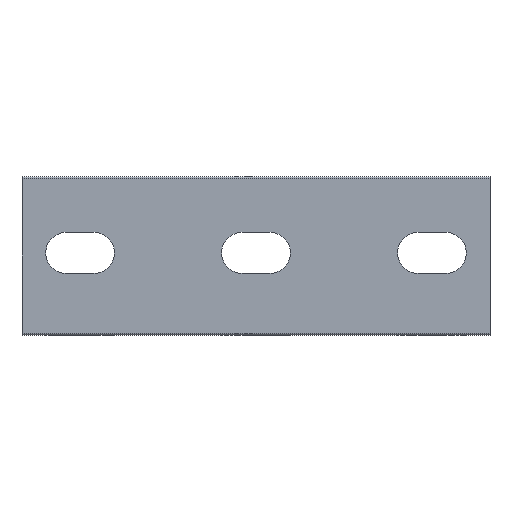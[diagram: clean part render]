
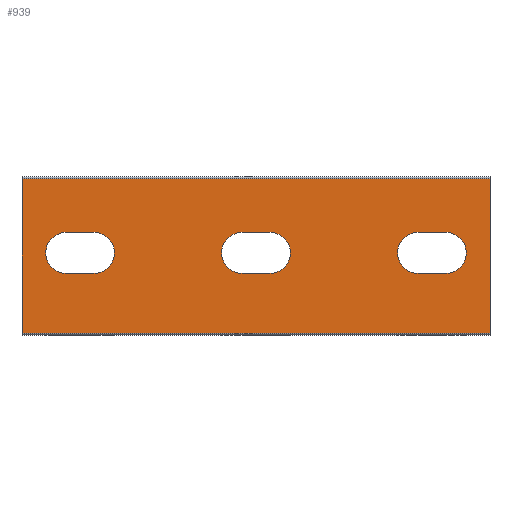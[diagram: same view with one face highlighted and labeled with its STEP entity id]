
A CAD part, front view. The second image highlights one B-rep face of the part: STEP entity #939.
In plain terms, the highlighted planar face has unit normal (0, -1, 0).
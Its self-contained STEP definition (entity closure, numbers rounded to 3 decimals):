
#6 = AXIS2_PLACEMENT_3D ( 'NONE', #466, #759, #1228 ) ;
#14 = LINE ( 'NONE', #1230, #1258 ) ;
#45 = VERTEX_POINT ( 'NONE', #1403 ) ;
#53 = CIRCLE ( 'NONE', #6, 2.6 ) ;
#63 = EDGE_CURVE ( 'NONE', #495, #367, #270, .T. ) ;
#75 = CARTESIAN_POINT ( 'NONE',  ( 50.1, -3., 7.8 ) ) ;
#85 = DIRECTION ( 'NONE',  ( 0., 1., 0. ) ) ;
#86 = CARTESIAN_POINT ( 'NONE',  ( 0., -3., 0.2 ) ) ;
#105 = LINE ( 'NONE', #310, #1296 ) ;
#113 = CIRCLE ( 'NONE', #732, 2.6 ) ;
#132 = DIRECTION ( 'NONE',  ( 1., 0., 0. ) ) ;
#138 = CARTESIAN_POINT ( 'NONE',  ( 59.2, -3., 0.2 ) ) ;
#156 = DIRECTION ( 'NONE',  ( 0., 1., 0. ) ) ;
#163 = ORIENTED_EDGE ( 'NONE', *, *, #63, .T. ) ;
#164 = CARTESIAN_POINT ( 'NONE',  ( 5.6, -3., 10.4 ) ) ;
#165 = CIRCLE ( 'NONE', #257, 2.6 ) ;
#179 = EDGE_CURVE ( 'NONE', #588, #233, #1299, .T. ) ;
#184 = CARTESIAN_POINT ( 'NONE',  ( 31.35, -3., 13. ) ) ;
#185 = DIRECTION ( 'NONE',  ( 1., 0., 0. ) ) ;
#227 = CIRCLE ( 'NONE', #1013, 2.6 ) ;
#233 = VERTEX_POINT ( 'NONE', #294 ) ;
#235 = CARTESIAN_POINT ( 'NONE',  ( 27.85, -3., 7.8 ) ) ;
#241 = EDGE_CURVE ( 'NONE', #470, #521, #433, .T. ) ;
#257 = AXIS2_PLACEMENT_3D ( 'NONE', #791, #773, #1216 ) ;
#259 = FACE_OUTER_BOUND ( 'NONE', #1223, .T. ) ;
#261 = EDGE_CURVE ( 'NONE', #487, #1175, #532, .T. ) ;
#263 = ORIENTED_EDGE ( 'NONE', *, *, #1329, .T. ) ;
#270 = LINE ( 'NONE', #710, #1098 ) ;
#284 = ORIENTED_EDGE ( 'NONE', *, *, #860, .T. ) ;
#294 = CARTESIAN_POINT ( 'NONE',  ( 9.1, -3., 13. ) ) ;
#296 = EDGE_CURVE ( 'NONE', #45, #470, #1349, .T. ) ;
#297 = DIRECTION ( 'NONE',  ( 1., 0., 0. ) ) ;
#304 = VERTEX_POINT ( 'NONE', #1412 ) ;
#310 = CARTESIAN_POINT ( 'NONE',  ( 53.6, -3., 13. ) ) ;
#314 = ORIENTED_EDGE ( 'NONE', *, *, #1314, .T. ) ;
#322 = DIRECTION ( 'NONE',  ( -1., 0., 0. ) ) ;
#350 = ORIENTED_EDGE ( 'NONE', *, *, #722, .T. ) ;
#351 = DIRECTION ( 'NONE',  ( 0., 0., 1. ) ) ;
#352 = DIRECTION ( 'NONE',  ( -1., 0., 0. ) ) ;
#366 = CARTESIAN_POINT ( 'NONE',  ( 59.2, -3., 19.8 ) ) ;
#367 = VERTEX_POINT ( 'NONE', #1142 ) ;
#368 = VECTOR ( 'NONE', #132, 1000. ) ;
#373 = VECTOR ( 'NONE', #297, 1000. ) ;
#433 = CIRCLE ( 'NONE', #1249, 2.6 ) ;
#434 = CARTESIAN_POINT ( 'NONE',  ( 31.35, -3., 10.4 ) ) ;
#438 = ORIENTED_EDGE ( 'NONE', *, *, #1064, .T. ) ;
#441 = VERTEX_POINT ( 'NONE', #1135 ) ;
#445 = VERTEX_POINT ( 'NONE', #138 ) ;
#460 = VECTOR ( 'NONE', #1202, 1000. ) ;
#466 = CARTESIAN_POINT ( 'NONE',  ( 9.1, -3., 10.4 ) ) ;
#470 = VERTEX_POINT ( 'NONE', #184 ) ;
#471 = VECTOR ( 'NONE', #558, 1000. ) ;
#487 = VERTEX_POINT ( 'NONE', #75 ) ;
#495 = VERTEX_POINT ( 'NONE', #1380 ) ;
#497 = DIRECTION ( 'NONE',  ( 0., 0., 1. ) ) ;
#517 = DIRECTION ( 'NONE',  ( 0., 1., 0. ) ) ;
#521 = VERTEX_POINT ( 'NONE', #1039 ) ;
#532 = CIRCLE ( 'NONE', #1213, 2.6 ) ;
#540 = LINE ( 'NONE', #86, #373 ) ;
#547 = CARTESIAN_POINT ( 'NONE',  ( 53.6, -3., 7.8 ) ) ;
#558 = DIRECTION ( 'NONE',  ( -1., 0., 0. ) ) ;
#566 = VERTEX_POINT ( 'NONE', #547 ) ;
#574 = CARTESIAN_POINT ( 'NONE',  ( 53.6, -3., 7.8 ) ) ;
#579 = ORIENTED_EDGE ( 'NONE', *, *, #179, .T. ) ;
#587 = CARTESIAN_POINT ( 'NONE',  ( 50.1, -3., 13. ) ) ;
#588 = VERTEX_POINT ( 'NONE', #896 ) ;
#599 = DIRECTION ( 'NONE',  ( 0., 0., 1. ) ) ;
#607 = ORIENTED_EDGE ( 'NONE', *, *, #893, .T. ) ;
#631 = DIRECTION ( 'NONE',  ( 0., 1., 0. ) ) ;
#659 = ORIENTED_EDGE ( 'NONE', *, *, #1255, .T. ) ;
#664 = DIRECTION ( 'NONE',  ( 0., 0., 1. ) ) ;
#691 = FACE_BOUND ( 'NONE', #930, .T. ) ;
#710 = CARTESIAN_POINT ( 'NONE',  ( 0., -3., 0. ) ) ;
#715 = EDGE_CURVE ( 'NONE', #233, #876, #53, .T. ) ;
#722 = EDGE_CURVE ( 'NONE', #521, #834, #1343, .T. ) ;
#732 = AXIS2_PLACEMENT_3D ( 'NONE', #164, #1264, #497 ) ;
#755 = CARTESIAN_POINT ( 'NONE',  ( 5.6, -3., 13. ) ) ;
#756 = VECTOR ( 'NONE', #322, 1000. ) ;
#759 = DIRECTION ( 'NONE',  ( 0., 1., 0. ) ) ;
#761 = PLANE ( 'NONE',  #1220 ) ;
#773 = DIRECTION ( 'NONE',  ( 0., 1., 0. ) ) ;
#791 = CARTESIAN_POINT ( 'NONE',  ( 53.6, -3., 10.4 ) ) ;
#825 = ORIENTED_EDGE ( 'NONE', *, *, #296, .T. ) ;
#834 = VERTEX_POINT ( 'NONE', #1265 ) ;
#842 = CARTESIAN_POINT ( 'NONE',  ( 0., -3., 0. ) ) ;
#860 = EDGE_CURVE ( 'NONE', #834, #45, #227, .T. ) ;
#866 = CARTESIAN_POINT ( 'NONE',  ( 27.85, -3., 13. ) ) ;
#876 = VERTEX_POINT ( 'NONE', #1140 ) ;
#882 = LINE ( 'NONE', #574, #471 ) ;
#891 = ORIENTED_EDGE ( 'NONE', *, *, #1124, .T. ) ;
#893 = EDGE_CURVE ( 'NONE', #304, #588, #113, .T. ) ;
#896 = CARTESIAN_POINT ( 'NONE',  ( 5.6, -3., 13. ) ) ;
#897 = DIRECTION ( 'NONE',  ( 0., 0., 1. ) ) ;
#902 = CARTESIAN_POINT ( 'NONE',  ( 59.2, -3., 20. ) ) ;
#909 = FACE_BOUND ( 'NONE', #1068, .T. ) ;
#921 = VERTEX_POINT ( 'NONE', #366 ) ;
#930 = EDGE_LOOP ( 'NONE', ( #350, #284, #825, #995 ) ) ;
#939 = ADVANCED_FACE ( 'NONE', ( #909, #1352, #691, #259 ), #761, .F. ) ;
#991 = VECTOR ( 'NONE', #664, 1000. ) ;
#995 = ORIENTED_EDGE ( 'NONE', *, *, #241, .T. ) ;
#999 = ORIENTED_EDGE ( 'NONE', *, *, #1214, .T. ) ;
#1013 = AXIS2_PLACEMENT_3D ( 'NONE', #1088, #156, #351 ) ;
#1031 = ORIENTED_EDGE ( 'NONE', *, *, #715, .T. ) ;
#1038 = DIRECTION ( 'NONE',  ( 0., 0., -1. ) ) ;
#1039 = CARTESIAN_POINT ( 'NONE',  ( 31.35, -3., 7.8 ) ) ;
#1064 = EDGE_CURVE ( 'NONE', #367, #445, #540, .T. ) ;
#1067 = CARTESIAN_POINT ( 'NONE',  ( 50.1, -3., 10.4 ) ) ;
#1068 = EDGE_LOOP ( 'NONE', ( #659, #607, #579, #1031 ) ) ;
#1069 = LINE ( 'NONE', #1312, #756 ) ;
#1088 = CARTESIAN_POINT ( 'NONE',  ( 27.85, -3., 10.4 ) ) ;
#1098 = VECTOR ( 'NONE', #1038, 1000. ) ;
#1109 = DIRECTION ( 'NONE',  ( -1., 0., 0. ) ) ;
#1124 = EDGE_CURVE ( 'NONE', #445, #921, #1245, .T. ) ;
#1131 = ORIENTED_EDGE ( 'NONE', *, *, #261, .T. ) ;
#1135 = CARTESIAN_POINT ( 'NONE',  ( 53.6, -3., 13. ) ) ;
#1140 = CARTESIAN_POINT ( 'NONE',  ( 9.1, -3., 7.8 ) ) ;
#1142 = CARTESIAN_POINT ( 'NONE',  ( 0., -3., 0.2 ) ) ;
#1175 = VERTEX_POINT ( 'NONE', #587 ) ;
#1202 = DIRECTION ( 'NONE',  ( 1., 0., 0. ) ) ;
#1213 = AXIS2_PLACEMENT_3D ( 'NONE', #1067, #85, #1307 ) ;
#1214 = EDGE_CURVE ( 'NONE', #1175, #441, #105, .T. ) ;
#1216 = DIRECTION ( 'NONE',  ( 0., 0., -1. ) ) ;
#1220 = AXIS2_PLACEMENT_3D ( 'NONE', #842, #517, #599 ) ;
#1223 = EDGE_LOOP ( 'NONE', ( #163, #438, #891, #1273 ) ) ;
#1228 = DIRECTION ( 'NONE',  ( 0., 0., 1. ) ) ;
#1230 = CARTESIAN_POINT ( 'NONE',  ( 0., -3., 19.8 ) ) ;
#1245 = LINE ( 'NONE', #902, #991 ) ;
#1249 = AXIS2_PLACEMENT_3D ( 'NONE', #434, #631, #897 ) ;
#1255 = EDGE_CURVE ( 'NONE', #876, #304, #1069, .T. ) ;
#1258 = VECTOR ( 'NONE', #1109, 1000. ) ;
#1264 = DIRECTION ( 'NONE',  ( 0., 1., 0. ) ) ;
#1265 = CARTESIAN_POINT ( 'NONE',  ( 27.85, -3., 7.8 ) ) ;
#1273 = ORIENTED_EDGE ( 'NONE', *, *, #1358, .T. ) ;
#1296 = VECTOR ( 'NONE', #185, 1000. ) ;
#1299 = LINE ( 'NONE', #755, #368 ) ;
#1307 = DIRECTION ( 'NONE',  ( 0., 0., -1. ) ) ;
#1312 = CARTESIAN_POINT ( 'NONE',  ( 5.6, -3., 7.8 ) ) ;
#1314 = EDGE_CURVE ( 'NONE', #441, #566, #165, .T. ) ;
#1327 = EDGE_LOOP ( 'NONE', ( #999, #314, #263, #1131 ) ) ;
#1329 = EDGE_CURVE ( 'NONE', #566, #487, #882, .T. ) ;
#1343 = LINE ( 'NONE', #235, #1410 ) ;
#1349 = LINE ( 'NONE', #866, #460 ) ;
#1352 = FACE_BOUND ( 'NONE', #1327, .T. ) ;
#1358 = EDGE_CURVE ( 'NONE', #921, #495, #14, .T. ) ;
#1380 = CARTESIAN_POINT ( 'NONE',  ( 0., -3., 19.8 ) ) ;
#1403 = CARTESIAN_POINT ( 'NONE',  ( 27.85, -3., 13. ) ) ;
#1410 = VECTOR ( 'NONE', #352, 1000. ) ;
#1412 = CARTESIAN_POINT ( 'NONE',  ( 5.6, -3., 7.8 ) ) ;
